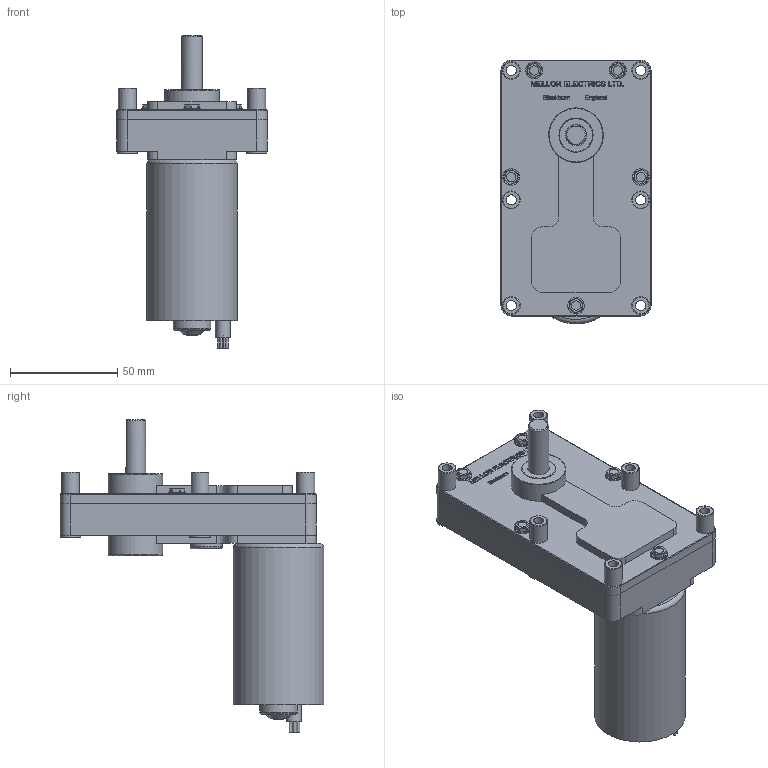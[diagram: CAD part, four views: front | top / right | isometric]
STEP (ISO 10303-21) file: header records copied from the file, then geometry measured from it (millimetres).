
FILE_DESCRIPTION(/* description */ (''),/* implementation_level */ '2;1');
FILE_NAME(/* name */ 'T3 B4275M 0.375.stp',/* time_stamp */ '2018-09-20T16:11:34+01:00',/* author */ ('lee'),/* organization */ (''),/* preprocessor_version */ 'ST-DEVELOPER v17',/* originating_system */ 'Autodesk Inventor 2019',/* authorisation */ '');
FILE_SCHEMA (('AUTOMOTIVE_DESIGN { 1 0 10303 214 3 1 1 }'));
Length unit declared in the file: millimetre
Products named in the file (16): T3 B4275M 0.375; T3 brushless DC B4275M  0.375; CA7021; T3 lid (CA6025); 0.375 bush (T3) flanged; Screw head; B4275M; motor; sleeve; black wire; blue wire; green wire; red wire; white wire; yellow wire; SH-7016
Assembly tree (20 placements, depth 4):
  T3 B4275M 0.375
    T3 brushless DC B4275M  0.375
      CA7021
      T3 lid (CA6025)
      0.375 bush (T3) flanged  x2
      Screw head  x5
      B4275M
        motor
        sleeve
        black wire
        blue wire
        green wire
        red wire
        white wire
        yellow wire
    SH-7016
Bounding box: 70 x 122.75 x 145.71 mm (x, y, z)
Volume: 193368.1 mm3; surface area: 76598.5 mm2
Topology: 18 solids, 18 shells, 946 faces, 2362 edges, 1556 vertices
Faces by surface type: plane 561, bspline 177, cylinder 138, cone 53, torus 17
Full cylindrical faces by diameter (mm): 1.2 x6, 3 x19, 3.2 x2, 4 x11, 4.318 x5, 4.7 x6, 5 x2, 5.5 x6, 6 x1, 7 x1, 7.874 x5, 8 x1, 8.2 x1, 8.284 x6, 9.5 x4, 9.52 x1, 9.525 x2, 12 x1, 13 x1, 15 x1, 15.875 x3, 15.895 x1, 17.5 x2, 19.05 x2, 19.5 x2, 25.4 x2, 42.2 x1
Entity records: 26366 total; most frequent: CARTESIAN_POINT 6674, ORIENTED_EDGE 4164, DIRECTION 3478, EDGE_CURVE 2082, VERTEX_POINT 1400, LINE 1282, VECTOR 1282, AXIS2_PLACEMENT_3D 1098
